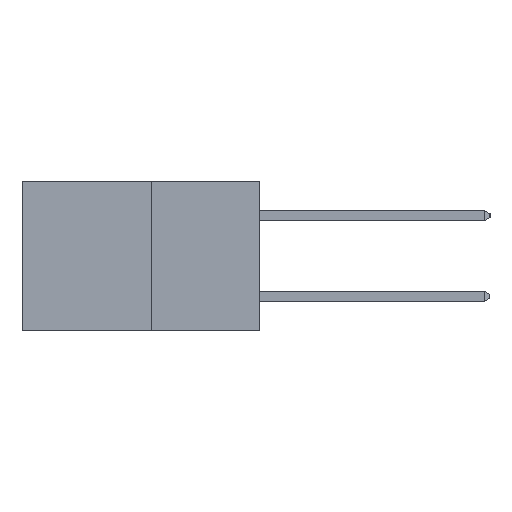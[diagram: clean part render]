
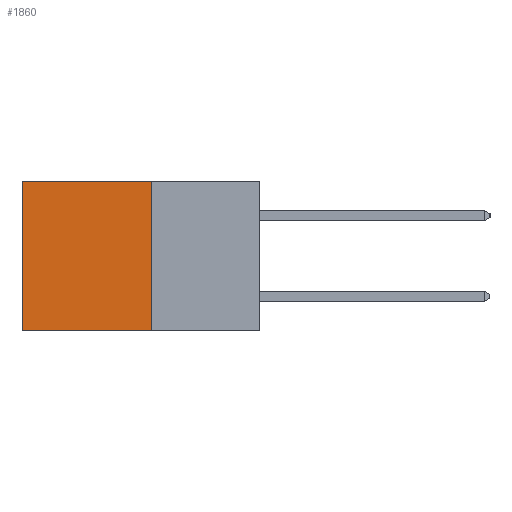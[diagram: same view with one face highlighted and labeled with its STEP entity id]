
A CAD part, left-side view. The second image highlights one B-rep face of the part: STEP entity #1860.
In plain terms, the highlighted planar face has unit normal (-1, 0, 0).
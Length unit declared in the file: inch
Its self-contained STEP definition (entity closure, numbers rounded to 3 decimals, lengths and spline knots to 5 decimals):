
#233 = VECTOR ( 'NONE', #12524, 39.37008 ) ;
#410 = DIRECTION ( 'NONE',  ( 0., 0., -1. ) ) ;
#428 = EDGE_CURVE ( 'NONE', #15672, #16457, #4571, .T. ) ;
#465 = DIRECTION ( 'NONE',  ( 1., 0., 0. ) ) ;
#914 = FACE_OUTER_BOUND ( 'NONE', #3473, .T. ) ;
#1307 = ORIENTED_EDGE ( 'NONE', *, *, #428, .F. ) ;
#1362 = VECTOR ( 'NONE', #3052, 39.37008 ) ;
#1606 = CARTESIAN_POINT ( 'NONE',  ( 0.277, 0.27, -0.37 ) ) ;
#1860 = ADVANCED_FACE ( 'NONE', ( #914 ), #8030, .F. ) ;
#2267 = ORIENTED_EDGE ( 'NONE', *, *, #8663, .T. ) ;
#2991 = CARTESIAN_POINT ( 'NONE',  ( 0.277, 0.27, 0. ) ) ;
#3045 = EDGE_CURVE ( 'NONE', #16457, #3583, #3841, .T. ) ;
#3052 = DIRECTION ( 'NONE',  ( 0., 1., 0. ) ) ;
#3473 = EDGE_LOOP ( 'NONE', ( #11526, #9060, #1307, #2267 ) ) ;
#3583 = VERTEX_POINT ( 'NONE', #8460 ) ;
#3841 = LINE ( 'NONE', #8885, #233 ) ;
#4571 = LINE ( 'NONE', #1606, #7777 ) ;
#5392 = LINE ( 'NONE', #14054, #9410 ) ;
#5950 = AXIS2_PLACEMENT_3D ( 'NONE', #13894, #465, #410 ) ;
#6085 = CARTESIAN_POINT ( 'NONE',  ( 0.277, 0.27, 0. ) ) ;
#6092 = DIRECTION ( 'NONE',  ( 0., 0., -1. ) ) ;
#7735 = LINE ( 'NONE', #2991, #1362 ) ;
#7777 = VECTOR ( 'NONE', #15725, 39.37008 ) ;
#8030 = PLANE ( 'NONE',  #5950 ) ;
#8460 = CARTESIAN_POINT ( 'NONE',  ( 0.277, 0.59, -0.37 ) ) ;
#8663 = EDGE_CURVE ( 'NONE', #15672, #11747, #7735, .T. ) ;
#8885 = CARTESIAN_POINT ( 'NONE',  ( 0.277, 0.27, -0.37 ) ) ;
#9060 = ORIENTED_EDGE ( 'NONE', *, *, #3045, .F. ) ;
#9410 = VECTOR ( 'NONE', #6092, 39.37008 ) ;
#11526 = ORIENTED_EDGE ( 'NONE', *, *, #12594, .T. ) ;
#11747 = VERTEX_POINT ( 'NONE', #14298 ) ;
#12524 = DIRECTION ( 'NONE',  ( 0., 1., 0. ) ) ;
#12594 = EDGE_CURVE ( 'NONE', #11747, #3583, #5392, .T. ) ;
#12877 = CARTESIAN_POINT ( 'NONE',  ( 0.277, 0.27, -0.37 ) ) ;
#13894 = CARTESIAN_POINT ( 'NONE',  ( 0.277, 0.27, -0.37 ) ) ;
#14054 = CARTESIAN_POINT ( 'NONE',  ( 0.277, 0.59, -0.37 ) ) ;
#14298 = CARTESIAN_POINT ( 'NONE',  ( 0.277, 0.59, 0. ) ) ;
#15672 = VERTEX_POINT ( 'NONE', #6085 ) ;
#15725 = DIRECTION ( 'NONE',  ( 0., 0., -1. ) ) ;
#16457 = VERTEX_POINT ( 'NONE', #12877 ) ;
